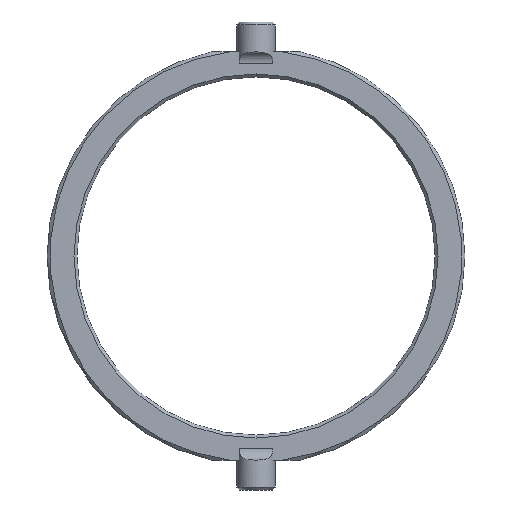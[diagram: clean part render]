
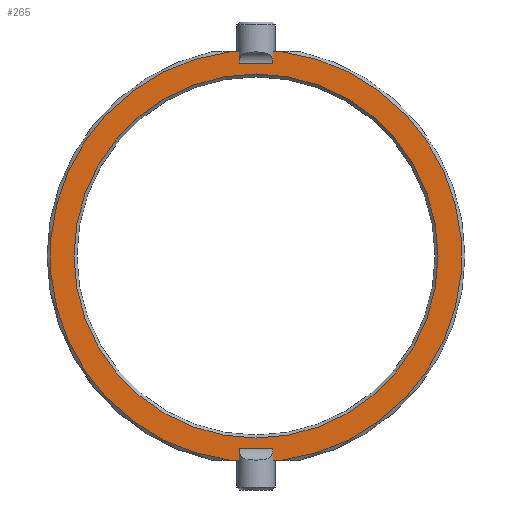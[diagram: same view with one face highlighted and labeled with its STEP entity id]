
A CAD part, front view. The second image highlights one B-rep face of the part: STEP entity #265.
In plain terms, the highlighted planar face has unit normal (0, -1, 0).
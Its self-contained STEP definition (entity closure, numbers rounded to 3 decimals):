
#1 = CARTESIAN_POINT ( 'NONE',  ( -393.839, 0., 342.054 ) ) ;
#75 = VERTEX_POINT ( 'NONE', #1234 ) ;
#81 = CARTESIAN_POINT ( 'NONE',  ( -28.267, 0., 322.054 ) ) ;
#87 = VECTOR ( 'NONE', #698, 1000. ) ;
#116 = CARTESIAN_POINT ( 'NONE',  ( 0., 0., 0. ) ) ;
#119 = VECTOR ( 'NONE', #336, 1000. ) ;
#121 = CARTESIAN_POINT ( 'NONE',  ( -28.267, 0., -342.054 ) ) ;
#124 = ORIENTED_EDGE ( 'NONE', *, *, #176, .F. ) ;
#131 = DIRECTION ( 'NONE',  ( 0., 1., 0. ) ) ;
#132 = EDGE_LOOP ( 'NONE', ( #985, #254 ) ) ;
#133 = DIRECTION ( 'NONE',  ( 0., 1., 0. ) ) ;
#152 = ORIENTED_EDGE ( 'NONE', *, *, #1076, .T. ) ;
#153 = AXIS2_PLACEMENT_3D ( 'NONE', #940, #929, #314 ) ;
#168 = DIRECTION ( 'NONE',  ( 0., 0., 1. ) ) ;
#176 = EDGE_CURVE ( 'NONE', #581, #613, #594, .T. ) ;
#185 = CIRCLE ( 'NONE', #1315, 345. ) ;
#189 = FACE_BOUND ( 'NONE', #132, .T. ) ;
#198 = CARTESIAN_POINT ( 'NONE',  ( -44.99, 0., 342.054 ) ) ;
#199 = CARTESIAN_POINT ( 'NONE',  ( -393.839, 0., 342.054 ) ) ;
#202 = EDGE_CURVE ( 'NONE', #581, #808, #474, .T. ) ;
#206 = VERTEX_POINT ( 'NONE', #505 ) ;
#209 = VECTOR ( 'NONE', #737, 1000. ) ;
#242 = ORIENTED_EDGE ( 'NONE', *, *, #202, .T. ) ;
#254 = ORIENTED_EDGE ( 'NONE', *, *, #557, .T. ) ;
#265 = ADVANCED_FACE ( 'NONE', ( #189, #1021 ), #1147, .F. ) ;
#268 = ORIENTED_EDGE ( 'NONE', *, *, #1232, .T. ) ;
#270 = VECTOR ( 'NONE', #489, 1000. ) ;
#271 = ORIENTED_EDGE ( 'NONE', *, *, #1284, .T. ) ;
#288 = CARTESIAN_POINT ( 'NONE',  ( 28.267, 0., 342.054 ) ) ;
#314 = DIRECTION ( 'NONE',  ( 0., 0., 1. ) ) ;
#336 = DIRECTION ( 'NONE',  ( -1., 0., 0. ) ) ;
#338 = DIRECTION ( 'NONE',  ( 0., 0., 1. ) ) ;
#348 = CARTESIAN_POINT ( 'NONE',  ( 0., 0., 0. ) ) ;
#357 = DIRECTION ( 'NONE',  ( -1., 0., 0. ) ) ;
#358 = VECTOR ( 'NONE', #357, 1000. ) ;
#368 = CARTESIAN_POINT ( 'NONE',  ( -393.839, 0., -342.054 ) ) ;
#376 = VERTEX_POINT ( 'NONE', #720 ) ;
#382 = VECTOR ( 'NONE', #541, 1000. ) ;
#385 = EDGE_CURVE ( 'NONE', #1137, #792, #1242, .T. ) ;
#423 = AXIS2_PLACEMENT_3D ( 'NONE', #348, #131, #452 ) ;
#428 = CARTESIAN_POINT ( 'NONE',  ( 0., 0., 0. ) ) ;
#435 = CIRCLE ( 'NONE', #1241, 305. ) ;
#452 = DIRECTION ( 'NONE',  ( 0., 0., 1. ) ) ;
#456 = ORIENTED_EDGE ( 'NONE', *, *, #385, .F. ) ;
#463 = CARTESIAN_POINT ( 'NONE',  ( -44.99, 0., -342.054 ) ) ;
#469 = CIRCLE ( 'NONE', #1038, 345. ) ;
#474 = LINE ( 'NONE', #121, #1282 ) ;
#485 = EDGE_CURVE ( 'NONE', #630, #506, #1338, .T. ) ;
#489 = DIRECTION ( 'NONE',  ( 1., 0., 0. ) ) ;
#505 = CARTESIAN_POINT ( 'NONE',  ( 28.267, 0., 322.054 ) ) ;
#506 = VERTEX_POINT ( 'NONE', #978 ) ;
#512 = CARTESIAN_POINT ( 'NONE',  ( 44.99, 0., 342.054 ) ) ;
#536 = LINE ( 'NONE', #1168, #382 ) ;
#541 = DIRECTION ( 'NONE',  ( 0., 0., -1. ) ) ;
#551 = DIRECTION ( 'NONE',  ( 0., 0., 1. ) ) ;
#557 = EDGE_CURVE ( 'NONE', #1246, #75, #990, .T. ) ;
#571 = VERTEX_POINT ( 'NONE', #873 ) ;
#573 = CARTESIAN_POINT ( 'NONE',  ( 28.267, 0., -322.054 ) ) ;
#581 = VERTEX_POINT ( 'NONE', #1080 ) ;
#587 = ORIENTED_EDGE ( 'NONE', *, *, #485, .F. ) ;
#594 = LINE ( 'NONE', #641, #119 ) ;
#613 = VERTEX_POINT ( 'NONE', #463 ) ;
#630 = VERTEX_POINT ( 'NONE', #198 ) ;
#640 = DIRECTION ( 'NONE',  ( 0., 0., 1. ) ) ;
#641 = CARTESIAN_POINT ( 'NONE',  ( -393.839, 0., -342.054 ) ) ;
#655 = DIRECTION ( 'NONE',  ( 0., 0., 1. ) ) ;
#698 = DIRECTION ( 'NONE',  ( -1., 0., 0. ) ) ;
#720 = CARTESIAN_POINT ( 'NONE',  ( -28.267, 0., 322.054 ) ) ;
#737 = DIRECTION ( 'NONE',  ( 1., 0., 0. ) ) ;
#746 = LINE ( 'NONE', #1244, #1335 ) ;
#775 = ORIENTED_EDGE ( 'NONE', *, *, #1233, .T. ) ;
#782 = VECTOR ( 'NONE', #954, 1000. ) ;
#792 = VERTEX_POINT ( 'NONE', #512 ) ;
#799 = CARTESIAN_POINT ( 'NONE',  ( -28.267, 0., 322.054 ) ) ;
#802 = CARTESIAN_POINT ( 'NONE',  ( 28.267, 0., -322.054 ) ) ;
#808 = VERTEX_POINT ( 'NONE', #857 ) ;
#812 = VECTOR ( 'NONE', #168, 1000. ) ;
#822 = CARTESIAN_POINT ( 'NONE',  ( 44.99, 0., -342.054 ) ) ;
#855 = DIRECTION ( 'NONE',  ( 0., -1., 0. ) ) ;
#857 = CARTESIAN_POINT ( 'NONE',  ( -28.267, 0., -322.054 ) ) ;
#860 = ORIENTED_EDGE ( 'NONE', *, *, #1012, .T. ) ;
#871 = CARTESIAN_POINT ( 'NONE',  ( 0., 0., 305. ) ) ;
#873 = CARTESIAN_POINT ( 'NONE',  ( 28.267, 0., -342.054 ) ) ;
#929 = DIRECTION ( 'NONE',  ( 0., 1., 0. ) ) ;
#940 = CARTESIAN_POINT ( 'NONE',  ( 0., 0., 0. ) ) ;
#954 = DIRECTION ( 'NONE',  ( 1., 0., 0. ) ) ;
#956 = ORIENTED_EDGE ( 'NONE', *, *, #1056, .T. ) ;
#973 = LINE ( 'NONE', #81, #87 ) ;
#976 = DIRECTION ( 'NONE',  ( 0., -1., 0. ) ) ;
#978 = CARTESIAN_POINT ( 'NONE',  ( -28.267, 0., 342.054 ) ) ;
#985 = ORIENTED_EDGE ( 'NONE', *, *, #1252, .T. ) ;
#988 = VERTEX_POINT ( 'NONE', #573 ) ;
#990 = CIRCLE ( 'NONE', #423, 305. ) ;
#997 = ORIENTED_EDGE ( 'NONE', *, *, #1325, .F. ) ;
#999 = LINE ( 'NONE', #368, #358 ) ;
#1001 = EDGE_LOOP ( 'NONE', ( #997, #775, #456, #956, #152, #860, #587, #271, #124, #242, #1301, #268 ) ) ;
#1003 = EDGE_CURVE ( 'NONE', #808, #988, #1033, .T. ) ;
#1012 = EDGE_CURVE ( 'NONE', #376, #506, #1099, .T. ) ;
#1021 = FACE_OUTER_BOUND ( 'NONE', #1001, .T. ) ;
#1032 = VERTEX_POINT ( 'NONE', #822 ) ;
#1033 = LINE ( 'NONE', #802, #270 ) ;
#1038 = AXIS2_PLACEMENT_3D ( 'NONE', #1087, #976, #551 ) ;
#1045 = DIRECTION ( 'NONE',  ( 0., 0., -1. ) ) ;
#1056 = EDGE_CURVE ( 'NONE', #1137, #206, #746, .T. ) ;
#1076 = EDGE_CURVE ( 'NONE', #206, #376, #973, .T. ) ;
#1080 = CARTESIAN_POINT ( 'NONE',  ( -28.267, 0., -342.054 ) ) ;
#1087 = CARTESIAN_POINT ( 'NONE',  ( 0., 0., 0. ) ) ;
#1099 = LINE ( 'NONE', #799, #812 ) ;
#1137 = VERTEX_POINT ( 'NONE', #288 ) ;
#1147 = PLANE ( 'NONE',  #153 ) ;
#1168 = CARTESIAN_POINT ( 'NONE',  ( 28.267, 0., -322.054 ) ) ;
#1232 = EDGE_CURVE ( 'NONE', #988, #571, #536, .T. ) ;
#1233 = EDGE_CURVE ( 'NONE', #1032, #792, #469, .T. ) ;
#1234 = CARTESIAN_POINT ( 'NONE',  ( 0., 0., -305. ) ) ;
#1241 = AXIS2_PLACEMENT_3D ( 'NONE', #428, #133, #640 ) ;
#1242 = LINE ( 'NONE', #199, #209 ) ;
#1244 = CARTESIAN_POINT ( 'NONE',  ( 28.267, 0., 342.054 ) ) ;
#1246 = VERTEX_POINT ( 'NONE', #871 ) ;
#1252 = EDGE_CURVE ( 'NONE', #75, #1246, #435, .T. ) ;
#1282 = VECTOR ( 'NONE', #338, 1000. ) ;
#1284 = EDGE_CURVE ( 'NONE', #630, #613, #185, .T. ) ;
#1301 = ORIENTED_EDGE ( 'NONE', *, *, #1003, .T. ) ;
#1315 = AXIS2_PLACEMENT_3D ( 'NONE', #116, #855, #655 ) ;
#1325 = EDGE_CURVE ( 'NONE', #1032, #571, #999, .T. ) ;
#1335 = VECTOR ( 'NONE', #1045, 1000. ) ;
#1338 = LINE ( 'NONE', #1, #782 ) ;
